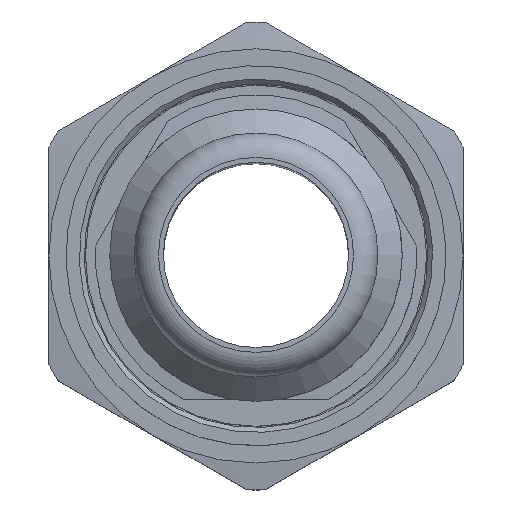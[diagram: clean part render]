
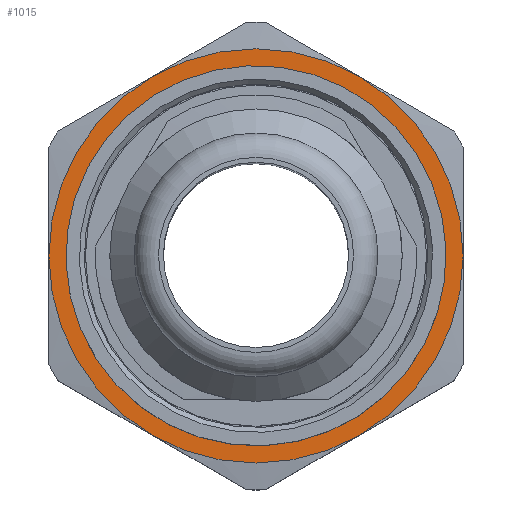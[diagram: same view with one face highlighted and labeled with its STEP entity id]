
A CAD part, top view. The second image highlights one B-rep face of the part: STEP entity #1015.
In plain terms, the highlighted planar face has unit normal (0, 0, 1).
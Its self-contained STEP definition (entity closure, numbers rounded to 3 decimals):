
#57=FACE_BOUND('',#170,.T.);
#64=PLANE('',#1104);
#105=FACE_OUTER_BOUND('',#169,.T.);
#169=EDGE_LOOP('',(#677,#678,#679,#680,#681,#682));
#170=EDGE_LOOP('',(#683));
#314=CIRCLE('',#1103,7.8);
#315=CIRCLE('',#1105,8.5);
#316=CIRCLE('',#1106,8.5);
#317=CIRCLE('',#1107,8.5);
#318=CIRCLE('',#1108,8.5);
#319=CIRCLE('',#1109,8.5);
#320=CIRCLE('',#1110,8.5);
#398=VERTEX_POINT('',#1593);
#399=VERTEX_POINT('',#1597);
#400=VERTEX_POINT('',#1598);
#401=VERTEX_POINT('',#1600);
#402=VERTEX_POINT('',#1602);
#403=VERTEX_POINT('',#1604);
#404=VERTEX_POINT('',#1606);
#507=EDGE_CURVE('',#398,#398,#314,.T.);
#508=EDGE_CURVE('',#399,#400,#315,.T.);
#509=EDGE_CURVE('',#400,#401,#316,.T.);
#510=EDGE_CURVE('',#401,#402,#317,.T.);
#511=EDGE_CURVE('',#402,#403,#318,.T.);
#512=EDGE_CURVE('',#403,#404,#319,.T.);
#513=EDGE_CURVE('',#404,#399,#320,.T.);
#677=ORIENTED_EDGE('',*,*,#508,.T.);
#678=ORIENTED_EDGE('',*,*,#509,.T.);
#679=ORIENTED_EDGE('',*,*,#510,.T.);
#680=ORIENTED_EDGE('',*,*,#511,.T.);
#681=ORIENTED_EDGE('',*,*,#512,.T.);
#682=ORIENTED_EDGE('',*,*,#513,.T.);
#683=ORIENTED_EDGE('',*,*,#507,.T.);
#1015=ADVANCED_FACE('',(#105,#57),#64,.T.);
#1103=AXIS2_PLACEMENT_3D('',#1595,#1266,#1267);
#1104=AXIS2_PLACEMENT_3D('',#1596,#1268,#1269);
#1105=AXIS2_PLACEMENT_3D('',#1599,#1270,#1271);
#1106=AXIS2_PLACEMENT_3D('',#1601,#1272,#1273);
#1107=AXIS2_PLACEMENT_3D('',#1603,#1274,#1275);
#1108=AXIS2_PLACEMENT_3D('',#1605,#1276,#1277);
#1109=AXIS2_PLACEMENT_3D('',#1607,#1278,#1279);
#1110=AXIS2_PLACEMENT_3D('',#1608,#1280,#1281);
#1266=DIRECTION('center_axis',(0.,0.,-1.));
#1267=DIRECTION('ref_axis',(-0.13,-0.992,0.));
#1268=DIRECTION('center_axis',(0.,0.,1.));
#1269=DIRECTION('ref_axis',(1.,0.,0.));
#1270=DIRECTION('center_axis',(0.,0.,1.));
#1271=DIRECTION('ref_axis',(0.,-1.,0.));
#1272=DIRECTION('center_axis',(0.,0.,1.));
#1273=DIRECTION('ref_axis',(0.,-1.,0.));
#1274=DIRECTION('center_axis',(0.,0.,1.));
#1275=DIRECTION('ref_axis',(0.,-1.,0.));
#1276=DIRECTION('center_axis',(0.,0.,1.));
#1277=DIRECTION('ref_axis',(0.,-1.,0.));
#1278=DIRECTION('center_axis',(0.,0.,1.));
#1279=DIRECTION('ref_axis',(0.,-1.,0.));
#1280=DIRECTION('center_axis',(0.,0.,1.));
#1281=DIRECTION('ref_axis',(0.,-1.,0.));
#1593=CARTESIAN_POINT('',(1.011,7.734,0.));
#1595=CARTESIAN_POINT('Origin',(0.,0.,
0.));
#1596=CARTESIAN_POINT('Origin',(0.,0.,
0.));
#1597=CARTESIAN_POINT('',(4.25,7.361,0.));
#1598=CARTESIAN_POINT('',(-4.25,7.361,0.));
#1599=CARTESIAN_POINT('Origin',(0.,0.,0.));
#1600=CARTESIAN_POINT('',(-8.5,0.,0.));
#1601=CARTESIAN_POINT('Origin',(0.,0.,0.));
#1602=CARTESIAN_POINT('',(-4.25,-7.361,0.));
#1603=CARTESIAN_POINT('Origin',(0.,0.,0.));
#1604=CARTESIAN_POINT('',(4.25,-7.361,0.));
#1605=CARTESIAN_POINT('Origin',(0.,0.,0.));
#1606=CARTESIAN_POINT('',(8.5,0.,0.));
#1607=CARTESIAN_POINT('Origin',(0.,0.,0.));
#1608=CARTESIAN_POINT('Origin',(0.,0.,0.));
